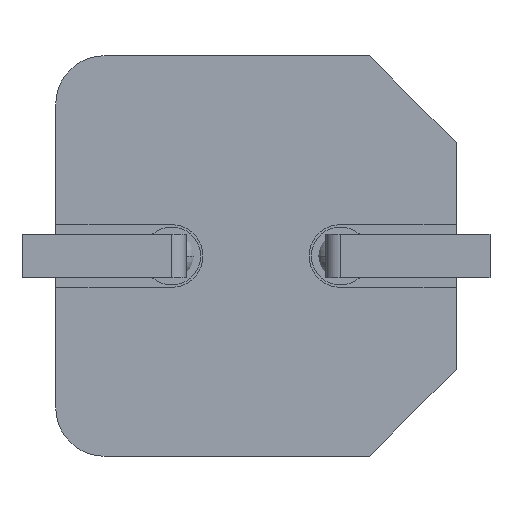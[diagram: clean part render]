
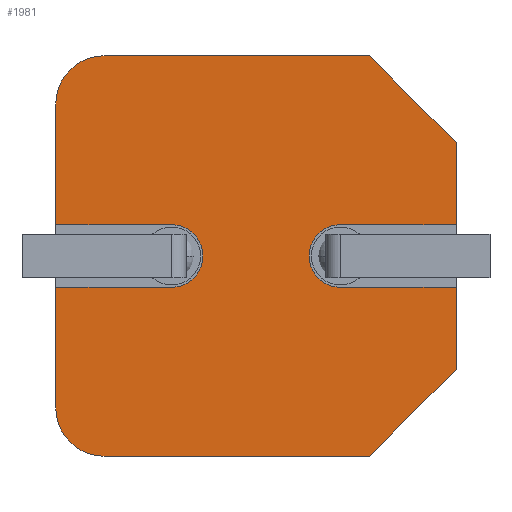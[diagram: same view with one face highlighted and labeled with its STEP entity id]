
A CAD part, front view. The second image highlights one B-rep face of the part: STEP entity #1981.
In plain terms, the highlighted planar face has unit normal (0, -1, 0).
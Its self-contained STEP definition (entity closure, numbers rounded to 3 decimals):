
#18 = EDGE_CURVE ( 'NONE', #2062, #1230, #76, .T. ) ;
#35 = DIRECTION ( 'NONE',  ( 0., 1., 0. ) ) ;
#49 = DIRECTION ( 'NONE',  ( 0., 0., -1. ) ) ;
#52 = VERTEX_POINT ( 'NONE', #1547 ) ;
#76 = LINE ( 'NONE', #85, #1721 ) ;
#85 = CARTESIAN_POINT ( 'NONE',  ( 3.25, 0., -3.25 ) ) ;
#94 = DIRECTION ( 'NONE',  ( 0.707, 0., 0.707 ) ) ;
#187 = ORIENTED_EDGE ( 'NONE', *, *, #2064, .F. ) ;
#202 = CARTESIAN_POINT ( 'NONE',  ( -4.15, 0., 4.15 ) ) ;
#206 = DIRECTION ( 'NONE',  ( 0., 0., -1. ) ) ;
#209 = DIRECTION ( 'NONE',  ( 0., 0., 1. ) ) ;
#219 = ORIENTED_EDGE ( 'NONE', *, *, #1890, .F. ) ;
#230 = CARTESIAN_POINT ( 'NONE',  ( 4.15, 0., -0.65 ) ) ;
#238 = CARTESIAN_POINT ( 'NONE',  ( -1.75, 0., 0.65 ) ) ;
#252 = ORIENTED_EDGE ( 'NONE', *, *, #1565, .F. ) ;
#303 = CARTESIAN_POINT ( 'NONE',  ( 4.15, 0., 0.65 ) ) ;
#336 = VECTOR ( 'NONE', #1110, 1000. ) ;
#344 = LINE ( 'NONE', #1710, #1235 ) ;
#346 = CARTESIAN_POINT ( 'NONE',  ( 0., 0., 0. ) ) ;
#358 = LINE ( 'NONE', #1630, #1429 ) ;
#363 = VECTOR ( 'NONE', #1580, 1000. ) ;
#372 = AXIS2_PLACEMENT_3D ( 'NONE', #1990, #1795, #1405 ) ;
#411 = VECTOR ( 'NONE', #2048, 1000. ) ;
#413 = DIRECTION ( 'NONE',  ( -1., 0., 0. ) ) ;
#501 = VECTOR ( 'NONE', #1917, 1000. ) ;
#507 = CARTESIAN_POINT ( 'NONE',  ( 2.35, 0., 4.15 ) ) ;
#512 = VERTEX_POINT ( 'NONE', #2007 ) ;
#537 = LINE ( 'NONE', #2033, #336 ) ;
#540 = VERTEX_POINT ( 'NONE', #230 ) ;
#542 = EDGE_CURVE ( 'NONE', #2062, #896, #358, .T. ) ;
#547 = CARTESIAN_POINT ( 'NONE',  ( 4.15, 0., -2.35 ) ) ;
#562 = EDGE_CURVE ( 'NONE', #2020, #52, #1306, .T. ) ;
#574 = CARTESIAN_POINT ( 'NONE',  ( 1.75, 0., 0. ) ) ;
#641 = DIRECTION ( 'NONE',  ( 0., -1., 0. ) ) ;
#648 = VERTEX_POINT ( 'NONE', #999 ) ;
#663 = CARTESIAN_POINT ( 'NONE',  ( -1.75, 0., -0.65 ) ) ;
#668 = EDGE_CURVE ( 'NONE', #1649, #1987, #1193, .T. ) ;
#685 = CARTESIAN_POINT ( 'NONE',  ( -4.15, 0., 3.15 ) ) ;
#732 = CARTESIAN_POINT ( 'NONE',  ( 2.35, 0., -4.15 ) ) ;
#746 = ORIENTED_EDGE ( 'NONE', *, *, #18, .T. ) ;
#756 = ORIENTED_EDGE ( 'NONE', *, *, #542, .F. ) ;
#758 = CARTESIAN_POINT ( 'NONE',  ( 4.15, 0., 0.65 ) ) ;
#762 = LINE ( 'NONE', #1317, #2214 ) ;
#782 = CARTESIAN_POINT ( 'NONE',  ( -1.75, 0., 0. ) ) ;
#803 = ORIENTED_EDGE ( 'NONE', *, *, #1574, .T. ) ;
#812 = CIRCLE ( 'NONE', #1299, 0.65 ) ;
#813 = EDGE_CURVE ( 'NONE', #52, #882, #1817, .T. ) ;
#869 = ORIENTED_EDGE ( 'NONE', *, *, #1885, .F. ) ;
#875 = VERTEX_POINT ( 'NONE', #238 ) ;
#882 = VERTEX_POINT ( 'NONE', #663 ) ;
#896 = VERTEX_POINT ( 'NONE', #1551 ) ;
#940 = CIRCLE ( 'NONE', #1132, 1. ) ;
#964 = DIRECTION ( 'NONE',  ( 0., 0., -1. ) ) ;
#977 = CARTESIAN_POINT ( 'NONE',  ( -4.15, 0., 0.65 ) ) ;
#982 = EDGE_CURVE ( 'NONE', #512, #1232, #1311, .T. ) ;
#999 = CARTESIAN_POINT ( 'NONE',  ( 4.15, 0., 2.35 ) ) ;
#1009 = CARTESIAN_POINT ( 'NONE',  ( 3.25, 0., 3.25 ) ) ;
#1013 = EDGE_CURVE ( 'NONE', #648, #1987, #2201, .T. ) ;
#1024 = DIRECTION ( 'NONE',  ( 1., 0., 0. ) ) ;
#1094 = FACE_OUTER_BOUND ( 'NONE', #1823, .T. ) ;
#1100 = AXIS2_PLACEMENT_3D ( 'NONE', #574, #35, #49 ) ;
#1101 = VECTOR ( 'NONE', #1148, 1000. ) ;
#1110 = DIRECTION ( 'NONE',  ( -1., 0., 0. ) ) ;
#1132 = AXIS2_PLACEMENT_3D ( 'NONE', #1567, #641, #1901 ) ;
#1148 = DIRECTION ( 'NONE',  ( 0., 0., -1. ) ) ;
#1168 = DIRECTION ( 'NONE',  ( 0., 0., 1. ) ) ;
#1177 = VERTEX_POINT ( 'NONE', #685 ) ;
#1193 = LINE ( 'NONE', #2037, #411 ) ;
#1230 = VERTEX_POINT ( 'NONE', #547 ) ;
#1232 = VERTEX_POINT ( 'NONE', #758 ) ;
#1235 = VECTOR ( 'NONE', #964, 1000. ) ;
#1249 = EDGE_CURVE ( 'NONE', #1457, #512, #1822, .T. ) ;
#1299 = AXIS2_PLACEMENT_3D ( 'NONE', #782, #2050, #206 ) ;
#1306 = LINE ( 'NONE', #202, #1367 ) ;
#1311 = LINE ( 'NONE', #303, #2179 ) ;
#1317 = CARTESIAN_POINT ( 'NONE',  ( -4.15, 0., 4.15 ) ) ;
#1320 = CIRCLE ( 'NONE', #372, 1. ) ;
#1322 = CARTESIAN_POINT ( 'NONE',  ( -4.15, 0., -0.65 ) ) ;
#1367 = VECTOR ( 'NONE', #209, 1000. ) ;
#1405 = DIRECTION ( 'NONE',  ( 0., 0., -1. ) ) ;
#1416 = PLANE ( 'NONE',  #2251 ) ;
#1429 = VECTOR ( 'NONE', #413, 1000. ) ;
#1449 = VERTEX_POINT ( 'NONE', #2088 ) ;
#1457 = VERTEX_POINT ( 'NONE', #2279 ) ;
#1483 = ORIENTED_EDGE ( 'NONE', *, *, #2083, .T. ) ;
#1522 = ORIENTED_EDGE ( 'NONE', *, *, #2002, .T. ) ;
#1547 = CARTESIAN_POINT ( 'NONE',  ( -4.15, 0., -0.65 ) ) ;
#1551 = CARTESIAN_POINT ( 'NONE',  ( -3.15, 0., -4.15 ) ) ;
#1565 = EDGE_CURVE ( 'NONE', #875, #1449, #2322, .T. ) ;
#1567 = CARTESIAN_POINT ( 'NONE',  ( -3.15, 0., -3.15 ) ) ;
#1568 = ORIENTED_EDGE ( 'NONE', *, *, #1013, .T. ) ;
#1574 = EDGE_CURVE ( 'NONE', #2020, #896, #940, .T. ) ;
#1580 = DIRECTION ( 'NONE',  ( -0.707, 0., 0.707 ) ) ;
#1600 = ORIENTED_EDGE ( 'NONE', *, *, #982, .T. ) ;
#1613 = ORIENTED_EDGE ( 'NONE', *, *, #562, .F. ) ;
#1630 = CARTESIAN_POINT ( 'NONE',  ( -4.15, 0., -4.15 ) ) ;
#1646 = ORIENTED_EDGE ( 'NONE', *, *, #1683, .F. ) ;
#1649 = VERTEX_POINT ( 'NONE', #1955 ) ;
#1678 = CARTESIAN_POINT ( 'NONE',  ( 4.15, 0., 4.15 ) ) ;
#1683 = EDGE_CURVE ( 'NONE', #648, #1232, #2138, .T. ) ;
#1710 = CARTESIAN_POINT ( 'NONE',  ( 4.15, 0., 4.15 ) ) ;
#1721 = VECTOR ( 'NONE', #94, 1000. ) ;
#1783 = ORIENTED_EDGE ( 'NONE', *, *, #813, .F. ) ;
#1795 = DIRECTION ( 'NONE',  ( 0., -1., 0. ) ) ;
#1817 = LINE ( 'NONE', #1322, #2059 ) ;
#1822 = CIRCLE ( 'NONE', #1100, 0.65 ) ;
#1823 = EDGE_LOOP ( 'NONE', ( #1613, #803, #756, #746, #219, #1483, #2123, #1600, #1646, #1568, #2178, #1522, #869, #252, #187, #1783 ) ) ;
#1829 = CARTESIAN_POINT ( 'NONE',  ( -4.15, 0., -3.15 ) ) ;
#1885 = EDGE_CURVE ( 'NONE', #1449, #1177, #762, .T. ) ;
#1890 = EDGE_CURVE ( 'NONE', #540, #1230, #344, .T. ) ;
#1901 = DIRECTION ( 'NONE',  ( 0., 0., -1. ) ) ;
#1917 = DIRECTION ( 'NONE',  ( -1., 0., 0. ) ) ;
#1955 = CARTESIAN_POINT ( 'NONE',  ( -3.15, 0., 4.15 ) ) ;
#1981 = ADVANCED_FACE ( 'NONE', ( #1094 ), #1416, .T. ) ;
#1987 = VERTEX_POINT ( 'NONE', #507 ) ;
#1990 = CARTESIAN_POINT ( 'NONE',  ( -3.15, 0., 3.15 ) ) ;
#2002 = EDGE_CURVE ( 'NONE', #1649, #1177, #1320, .T. ) ;
#2007 = CARTESIAN_POINT ( 'NONE',  ( 1.75, 0., 0.65 ) ) ;
#2020 = VERTEX_POINT ( 'NONE', #1829 ) ;
#2033 = CARTESIAN_POINT ( 'NONE',  ( 4.15, 0., -0.65 ) ) ;
#2037 = CARTESIAN_POINT ( 'NONE',  ( -4.15, 0., 4.15 ) ) ;
#2048 = DIRECTION ( 'NONE',  ( 1., 0., 0. ) ) ;
#2050 = DIRECTION ( 'NONE',  ( 0., -1., 0. ) ) ;
#2059 = VECTOR ( 'NONE', #2080, 1000. ) ;
#2062 = VERTEX_POINT ( 'NONE', #732 ) ;
#2064 = EDGE_CURVE ( 'NONE', #882, #875, #812, .T. ) ;
#2080 = DIRECTION ( 'NONE',  ( 1., 0., 0. ) ) ;
#2083 = EDGE_CURVE ( 'NONE', #540, #1457, #537, .T. ) ;
#2088 = CARTESIAN_POINT ( 'NONE',  ( -4.15, 0., 0.65 ) ) ;
#2123 = ORIENTED_EDGE ( 'NONE', *, *, #1249, .T. ) ;
#2134 = DIRECTION ( 'NONE',  ( 0., -1., 0. ) ) ;
#2138 = LINE ( 'NONE', #1678, #1101 ) ;
#2178 = ORIENTED_EDGE ( 'NONE', *, *, #668, .F. ) ;
#2179 = VECTOR ( 'NONE', #1024, 1000. ) ;
#2201 = LINE ( 'NONE', #1009, #363 ) ;
#2214 = VECTOR ( 'NONE', #1168, 1000. ) ;
#2251 = AXIS2_PLACEMENT_3D ( 'NONE', #346, #2134, #2340 ) ;
#2279 = CARTESIAN_POINT ( 'NONE',  ( 1.75, 0., -0.65 ) ) ;
#2322 = LINE ( 'NONE', #977, #501 ) ;
#2340 = DIRECTION ( 'NONE',  ( 0., 0., -1. ) ) ;
